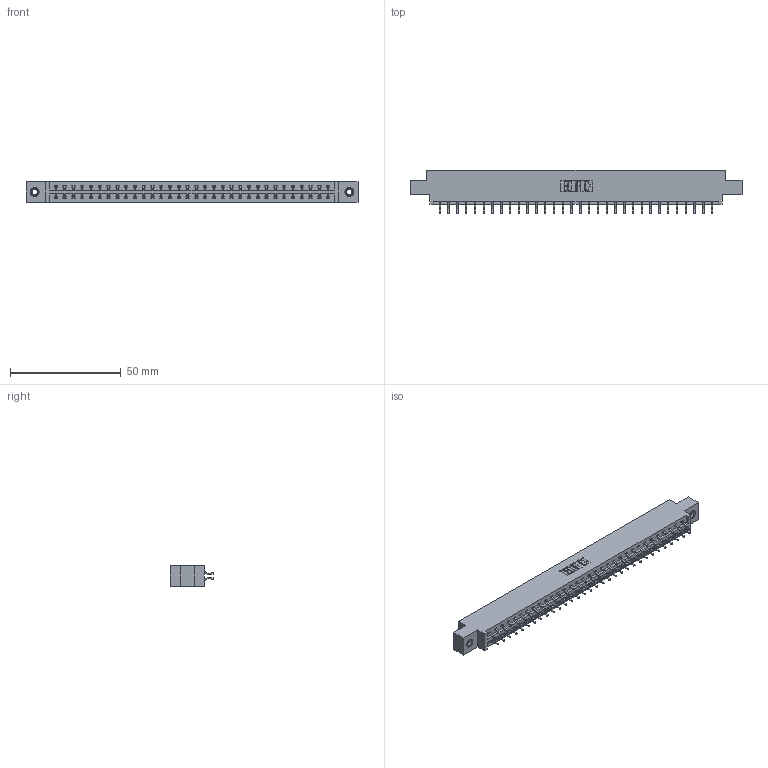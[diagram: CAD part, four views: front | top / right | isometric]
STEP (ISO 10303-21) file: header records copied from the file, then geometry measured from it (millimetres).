
FILE_DESCRIPTION (( 'STEP AP203' ), '1' );
FILE_NAME ('387-064-556-807.STEP', '2019-10-19T17:25:16', ( '' ), ( '' ), 'SwSTEP 2.0', 'SolidWorks 2016', '' );
FILE_SCHEMA (( 'CONFIG_CONTROL_DESIGN' ));
Length unit declared in the file: inch
Products named in the file (4): 345-292-001_556 Tail; 337 Part_0.170 Offset - 0.156 Dia-TI; 387-064-556-807; 345-250-001_345-250-005-103
Assembly tree (67 placements, depth 2):
  387-064-556-807
    337 Part_0.170 Offset - 0.156 Dia-TI
    345-292-001_556 Tail  x64
    345-250-001_345-250-005-103  x2
Bounding box: 149.81 x 19.57 x 9.4 mm (x, y, z)
Volume: 15521.4 mm3; surface area: 17526.1 mm2
Topology: 67 solids, 67 shells, 4018 faces, 11915 edges, 7850 vertices
Faces by surface type: plane 2794, cylinder 1208, cone 12, torus 4
Entity records: 27642 total; most frequent: CARTESIAN_POINT 4661, ORIENTED_EDGE 4578, DIRECTION 4003, EDGE_CURVE 2289, VECTOR 2133, LINE 2133, VERTEX_POINT 1520, AXIS2_PLACEMENT_3D 935
